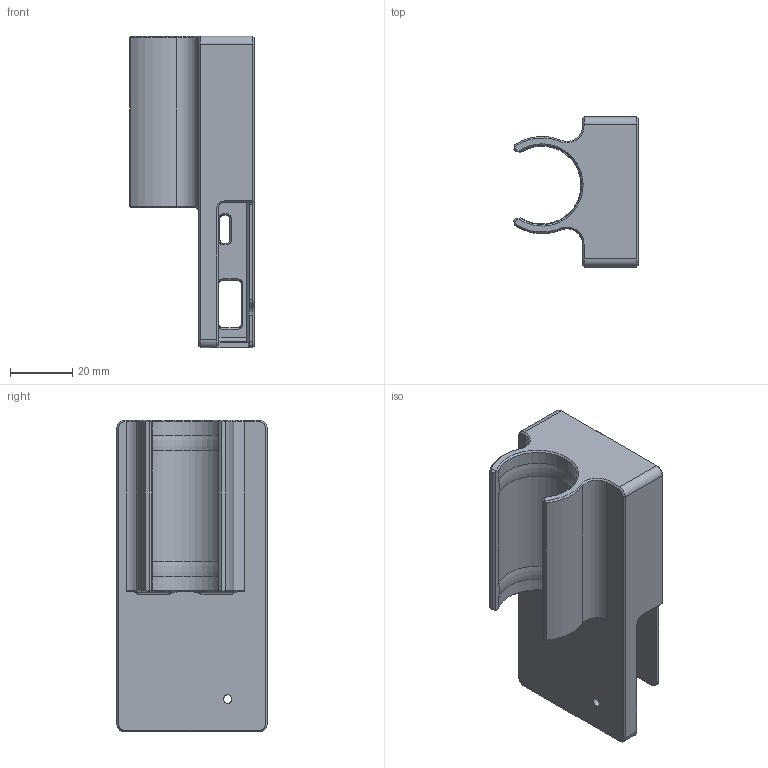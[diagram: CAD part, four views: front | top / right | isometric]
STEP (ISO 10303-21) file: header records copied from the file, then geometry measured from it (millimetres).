
FILE_DESCRIPTION(/* description */ (''),/* implementation_level */ '2;1');
FILE_NAME(/* name */ 'usb-bay-holder v6.step',/* time_stamp */ '2025-01-07T07:47:59+09:00',/* author */ (''),/* organization */ (''),/* preprocessor_version */ 'ST-DEVELOPER v20',/* originating_system */ 'Autodesk Translation Framework v13.20.0.188',/* authorisation */ '');
FILE_SCHEMA (('AUTOMOTIVE_DESIGN { 1 0 10303 214 3 1 1 }'));
Length unit declared in the file: millimetre
Products named in the file (1): usb-bay-holder
Bounding box: 39.8 x 48.3 x 99.9 mm (x, y, z)
Volume: 35801.4 mm3; surface area: 30483.2 mm2
Topology: 2 solids, 2 shells, 278 faces, 688 edges, 412 vertices
Faces by surface type: plane 151, cone 70, cylinder 55, torus 2
Full cylindrical faces by diameter (mm): 2.7 x2, 5.3 x2
Entity records: 8171 total; most frequent: CARTESIAN_POINT 1513, DIRECTION 1403, ORIENTED_EDGE 1368, EDGE_CURVE 684, AXIS2_PLACEMENT_3D 469, LINE 465, VECTOR 465, VERTEX_POINT 412
